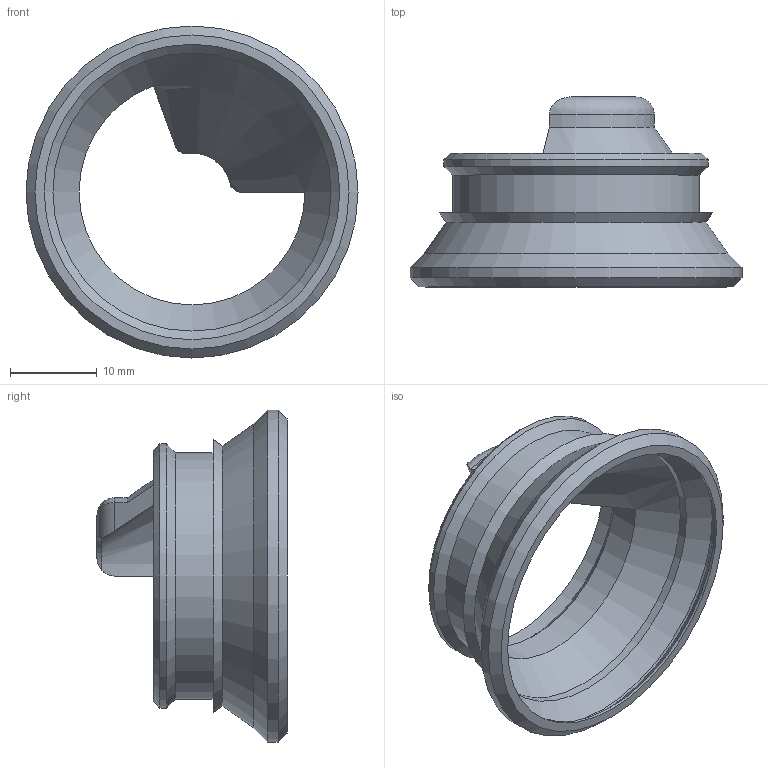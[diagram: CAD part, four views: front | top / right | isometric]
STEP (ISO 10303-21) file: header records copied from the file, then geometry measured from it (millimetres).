
FILE_DESCRIPTION(/* description */ (''),/* implementation_level */ '2;1');
FILE_NAME(/* name */ 'Big Agnes Valve Addapter.step',/* time_stamp */ '2022-08-09T08:20:45-07:00',/* author */ (''),/* organization */ (''),/* preprocessor_version */ 'ST-DEVELOPER v19',/* originating_system */ 'Autodesk Translation Framework v11.7.0.108',/* authorisation */ '');
FILE_SCHEMA (('AUTOMOTIVE_DESIGN { 1 0 10303 214 3 1 1 }'));
Length unit declared in the file: millimetre
Products named in the file (1): Big Agnes Valve Addapter
Bounding box: 38.2 x 21.87 x 38.2 mm (x, y, z)
Volume: 2199.6 mm3; surface area: 4306.5 mm2
Topology: 1 solids, 1 shells, 30 faces, 67 edges, 40 vertices
Faces by surface type: cylinder 12, cone 11, plane 6, torus 1
Full cylindrical faces by diameter (mm): 27.9 x1, 28.4 x1, 30.4 x1, 32 x1, 34 x1, 36.2 x1, 38.2 x1
Entity records: 911 total; most frequent: CARTESIAN_POINT 188, DIRECTION 153, ORIENTED_EDGE 134, EDGE_CURVE 67, AXIS2_PLACEMENT_3D 61, VERTEX_POINT 40, EDGE_LOOP 33, LINE 31
